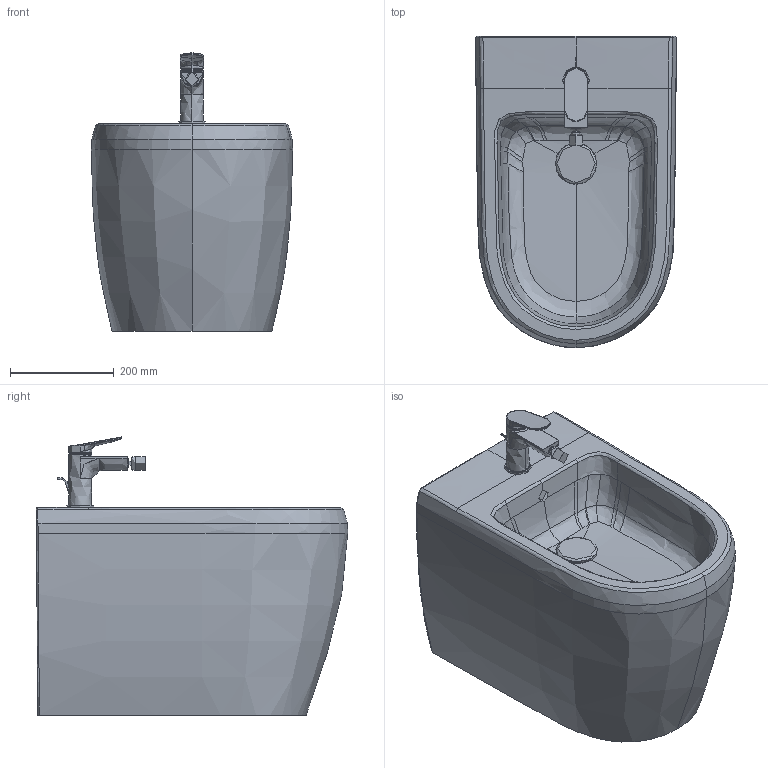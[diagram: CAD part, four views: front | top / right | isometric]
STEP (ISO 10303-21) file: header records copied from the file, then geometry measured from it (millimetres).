
FILE_DESCRIPTION(/* description */ (''),/* implementation_level */ '2;1');
FILE_NAME(/* name */ '226310',/* time_stamp */ '2022-11-10T11:52:37+01:00',/* author */ (''),/* organization */ (''),/* preprocessor_version */ 'ST-DEVELOPER v15',/* originating_system */ '',/* authorisation */ '');
FILE_SCHEMA (('AUTOMOTIVE_DESIGN'));
Length unit declared in the file: millimetre
Products named in the file (1): Document
Bounding box: 387.51 x 599.99 x 536.11 mm (x, y, z)
Volume: 41638508.2 mm3; surface area: 1511240.2 mm2
Topology: 8 solids, 12 shells, 712 faces, 1719 edges, 1015 vertices
Faces by surface type: bspline 628, plane 84
Entity records: 78278 total; most frequent: CARTESIAN_POINT 68052, ORIENTED_EDGE 3386, EDGE_CURVE 1704, B_SPLINE_CURVE_WITH_KNOTS 1276, VERTEX_POINT 1014, EDGE_LOOP 734, ADVANCED_FACE 712, FACE_OUTER_BOUND 712
